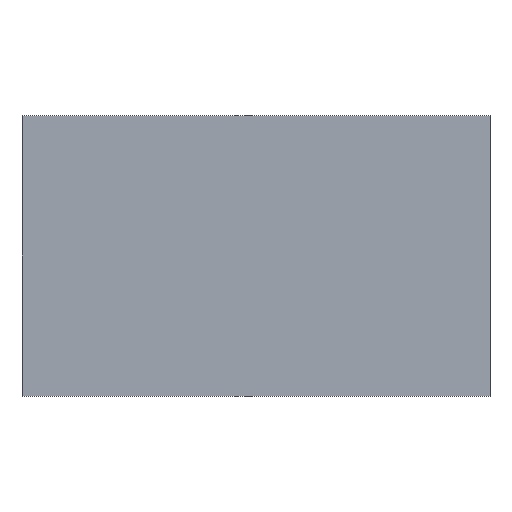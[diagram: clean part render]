
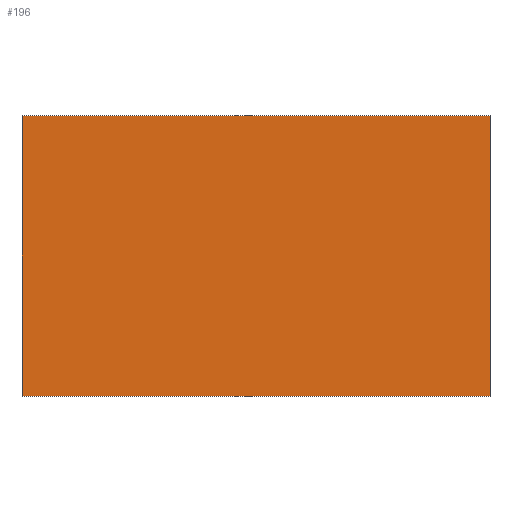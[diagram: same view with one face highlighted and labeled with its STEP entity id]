
A CAD part, front view. The second image highlights one B-rep face of the part: STEP entity #196.
In plain terms, the highlighted planar face has unit normal (0, -1, 0).
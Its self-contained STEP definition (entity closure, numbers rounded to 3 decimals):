
#26=FACE_OUTER_BOUND('',#38,.T.);
#38=EDGE_LOOP('',(#171,#172,#173,#174));
#51=LINE('',#299,#75);
#55=LINE('',#307,#79);
#58=LINE('',#313,#82);
#61=LINE('',#318,#85);
#75=VECTOR('',#248,10.);
#79=VECTOR('',#254,10.);
#82=VECTOR('',#259,10.);
#85=VECTOR('',#264,10.);
#95=VERTEX_POINT('',#297);
#96=VERTEX_POINT('',#298);
#99=VERTEX_POINT('',#306);
#101=VERTEX_POINT('',#312);
#115=EDGE_CURVE('',#95,#96,#51,.T.);
#119=EDGE_CURVE('',#99,#95,#55,.T.);
#122=EDGE_CURVE('',#101,#99,#58,.T.);
#125=EDGE_CURVE('',#96,#101,#61,.T.);
#171=ORIENTED_EDGE('',*,*,#125,.F.);
#172=ORIENTED_EDGE('',*,*,#115,.F.);
#173=ORIENTED_EDGE('',*,*,#119,.F.);
#174=ORIENTED_EDGE('',*,*,#122,.F.);
#185=PLANE('',#221);
#196=ADVANCED_FACE('',(#26),#185,.F.);
#221=AXIS2_PLACEMENT_3D('',#321,#268,#269);
#248=DIRECTION('',(-1.,0.,0.));
#254=DIRECTION('',(0.,0.,-1.));
#259=DIRECTION('',(1.,0.,0.));
#264=DIRECTION('',(0.,0.,1.));
#268=DIRECTION('center_axis',(0.,1.,0.));
#269=DIRECTION('ref_axis',(1.,0.,0.));
#297=CARTESIAN_POINT('',(50.,0.,-30.));
#298=CARTESIAN_POINT('',(0.,0.,-30.));
#299=CARTESIAN_POINT('',(50.,0.,-30.));
#306=CARTESIAN_POINT('',(50.,0.,0.));
#307=CARTESIAN_POINT('',(50.,0.,0.));
#312=CARTESIAN_POINT('',(0.,0.,0.));
#313=CARTESIAN_POINT('',(0.,0.,0.));
#318=CARTESIAN_POINT('',(0.,0.,-30.));
#321=CARTESIAN_POINT('Origin',(25.,0.,-15.));
